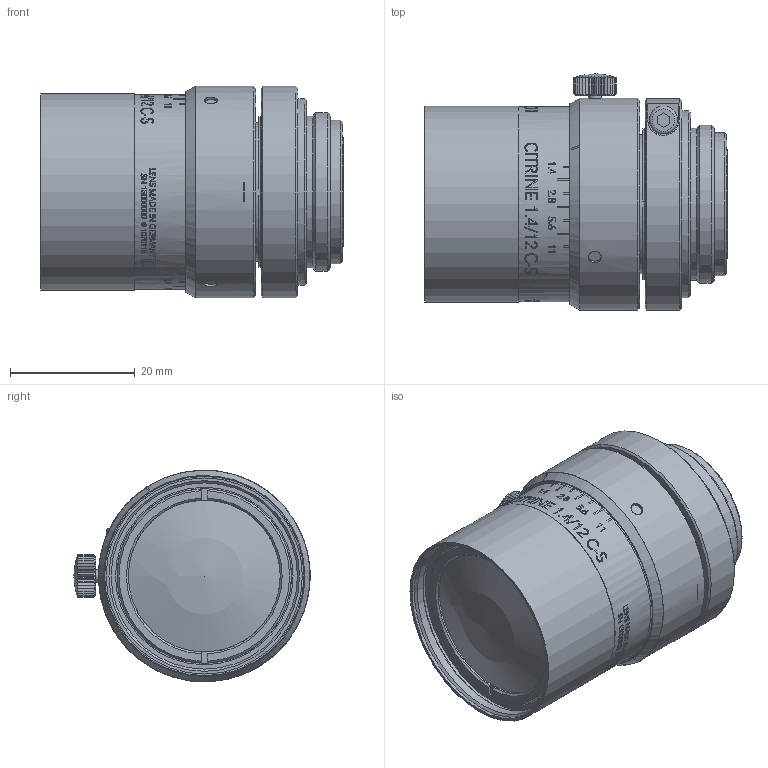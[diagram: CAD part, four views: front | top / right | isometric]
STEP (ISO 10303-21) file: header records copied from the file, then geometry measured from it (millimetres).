
FILE_DESCRIPTION(/* description */ (''),/* implementation_level */ '2;1');
FILE_NAME(/* name */ '1070118_00165437_001.stp',/* time_stamp */ '2021-10-15T09:14:36+02:00',/* author */ (''),/* organization */ (''),/* preprocessor_version */ 'ST-DEVELOPER v16',/* originating_system */ 'SIEMENS PLM Software NX 10.0',/* authorisation */ '');
FILE_SCHEMA (('AP203_CONFIGURATION_CONTROLLED_3D_DESIGN_OF_MECHANICAL_PARTS_AND_ASSEMBLIES_MIM_LF { 1 0 10303 403 2 1 2}'));
Length unit declared in the file: millimetre
Products named in the file (1): Froe4488FA0B0ady
Bounding box: 48.54 x 37.94 x 34 mm (x, y, z)
Volume: 34210.9 mm3; surface area: 14104.8 mm2
Topology: 1 solids, 11 shells, 611 faces, 2026 edges, 1569 vertices
Faces by surface type: cylinder 277, plane 262, cone 58, torus 9, revolution 3, sphere 2
Full cylindrical faces by diameter (mm): 1 x11, 1.1 x1, 1.7 x3, 1.9 x3, 2 x1, 2.05 x3, 2.5 x1, 2.7 x3, 12.7 x1, 12.827 x1, 16.07 x1, 17.2 x1, 18.3 x2, 19.5 x1, 20 x1, 22.3 x1, 23 x2, 23.9 x1, 24.4 x2, 24.6 x2, 25 x1, 25.05 x1, 25.4 x1, 27.622 x1, 28 x2, 28.5 x1, 29.8 x1, 29.9 x1, 30 x1, 30.6 x3
Entity records: 25425 total; most frequent: CARTESIAN_POINT 9145, ORIENTED_EDGE 3755, DIRECTION 2584, EDGE_CURVE 1897, VERTEX_POINT 1535, AXIS2_PLACEMENT_3D 1049, B_SPLINE_CURVE_WITH_KNOTS 939, EDGE_LOOP 884
